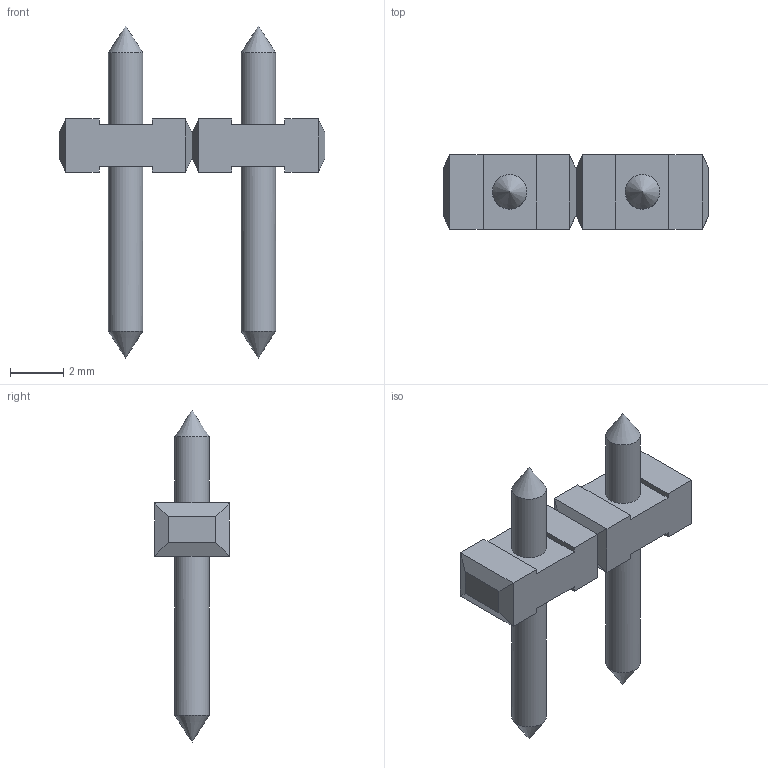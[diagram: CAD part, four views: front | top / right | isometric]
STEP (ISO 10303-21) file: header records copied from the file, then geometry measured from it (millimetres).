
FILE_DESCRIPTION(('STEP AP214'),'1');
FILE_NAME('PVS02-5.stp','2018-11-21T09:09:09',(' '),(' '),'Spatial InterOp 3D',' ',' ');
FILE_SCHEMA(('AUTOMOTIVE_DESIGN { 1 0 10303 214 1 1 1 1 }'));
Length unit declared in the file: metre
Products named in the file (1): 1
Bounding box: 10 x 2.8 x 12.5 mm (x, y, z)
Volume: 74.8 mm3; surface area: 185.4 mm2
Topology: 1 solids, 1 shells, 50 faces, 126 edges, 78 vertices
Faces by surface type: plane 42, cylinder 4, cone 4
Full cylindrical faces by diameter (mm): 1.3 x4
Entity records: 1757 total; most frequent: CARTESIAN_POINT 231, DIRECTION 218, ORIENTED_EDGE 216, EDGE_CURVE 108, LINE 100, VECTOR 100, VERTEX_POINT 72, AXIS2_PLACEMENT_3D 59
